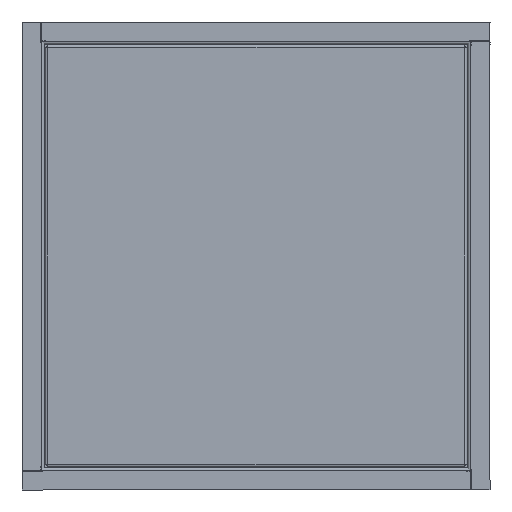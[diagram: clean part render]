
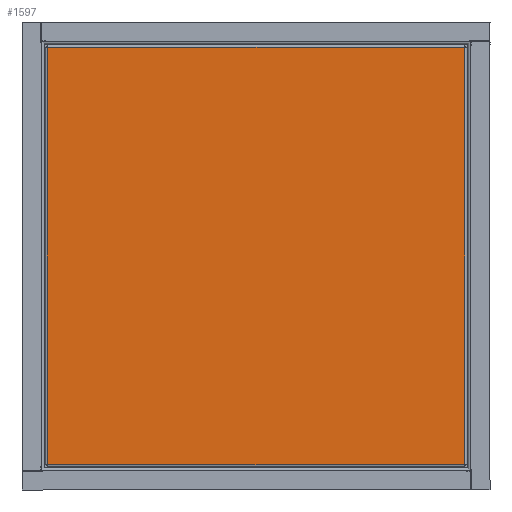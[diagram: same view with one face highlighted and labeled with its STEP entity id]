
A CAD part, front view. The second image highlights one B-rep face of the part: STEP entity #1597.
In plain terms, the highlighted face is planar.
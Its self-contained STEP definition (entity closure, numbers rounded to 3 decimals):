
#8 = CARTESIAN_POINT ( 'NONE',  ( -188.7, 188.7, 24. ) ) ;
#14 = EDGE_CURVE ( 'NONE', #2379, #1043, #857, .T. ) ;
#51 = VERTEX_POINT ( 'NONE', #2508 ) ;
#163 = VERTEX_POINT ( 'NONE', #2320 ) ;
#204 = EDGE_CURVE ( 'NONE', #1921, #1725, #384, .T. ) ;
#251 = DIRECTION ( 'NONE',  ( -1., 0., 0. ) ) ;
#266 = VECTOR ( 'NONE', #1318, 1000. ) ;
#295 = VERTEX_POINT ( 'NONE', #2010 ) ;
#384 = LINE ( 'NONE', #1114, #266 ) ;
#420 = CARTESIAN_POINT ( 'NONE',  ( -191.1, -188.7, 24. ) ) ;
#428 = DIRECTION ( 'NONE',  ( 0., 0., -1. ) ) ;
#434 = CARTESIAN_POINT ( 'NONE',  ( -188.7, 191.1, 24. ) ) ;
#442 = CARTESIAN_POINT ( 'NONE',  ( 189., 188.7, 24. ) ) ;
#462 = CARTESIAN_POINT ( 'NONE',  ( 188.7, -189., 24. ) ) ;
#464 = ORIENTED_EDGE ( 'NONE', *, *, #618, .F. ) ;
#481 = CARTESIAN_POINT ( 'NONE',  ( 188.7, 191.1, 24. ) ) ;
#514 = CARTESIAN_POINT ( 'NONE',  ( -188.7, 189., 24. ) ) ;
#532 = CARTESIAN_POINT ( 'NONE',  ( -189., -188.7, 24. ) ) ;
#541 = VECTOR ( 'NONE', #714, 1000. ) ;
#546 = EDGE_CURVE ( 'NONE', #1836, #1492, #2336, .T. ) ;
#555 = PLANE ( 'NONE',  #2506 ) ;
#605 = LINE ( 'NONE', #1322, #541 ) ;
#618 = EDGE_CURVE ( 'NONE', #51, #1921, #2538, .T. ) ;
#630 = DIRECTION ( 'NONE',  ( 0., -1., 0. ) ) ;
#687 = DIRECTION ( 'NONE',  ( 1., 0., 0. ) ) ;
#693 = CARTESIAN_POINT ( 'NONE',  ( -191.1, 191.1, 24. ) ) ;
#714 = DIRECTION ( 'NONE',  ( -1., 0., 0. ) ) ;
#750 = VECTOR ( 'NONE', #1662, 1000. ) ;
#767 = DIRECTION ( 'NONE',  ( -1., 0., 0. ) ) ;
#810 = EDGE_CURVE ( 'NONE', #1534, #1339, #2372, .T. ) ;
#816 = VECTOR ( 'NONE', #2362, 1000. ) ;
#817 = LINE ( 'NONE', #2207, #750 ) ;
#857 = LINE ( 'NONE', #2377, #816 ) ;
#863 = CARTESIAN_POINT ( 'NONE',  ( -188.7, -189., 24. ) ) ;
#868 = ORIENTED_EDGE ( 'NONE', *, *, #991, .F. ) ;
#875 = FACE_OUTER_BOUND ( 'NONE', #2215, .T. ) ;
#991 = EDGE_CURVE ( 'NONE', #163, #2057, #2167, .T. ) ;
#1039 = DIRECTION ( 'NONE',  ( -1., 0., 0. ) ) ;
#1043 = VERTEX_POINT ( 'NONE', #2612 ) ;
#1045 = CARTESIAN_POINT ( 'NONE',  ( 188.7, 189., 24. ) ) ;
#1114 = CARTESIAN_POINT ( 'NONE',  ( -191.1, 188.7, 24. ) ) ;
#1150 = LINE ( 'NONE', #1656, #1613 ) ;
#1229 = EDGE_CURVE ( 'NONE', #1725, #163, #1708, .T. ) ;
#1265 = VECTOR ( 'NONE', #630, 1000. ) ;
#1267 = LINE ( 'NONE', #442, #1265 ) ;
#1279 = ORIENTED_EDGE ( 'NONE', *, *, #1672, .F. ) ;
#1318 = DIRECTION ( 'NONE',  ( 1., 0., 0. ) ) ;
#1321 = DIRECTION ( 'NONE',  ( 0., 1., 0. ) ) ;
#1322 = CARTESIAN_POINT ( 'NONE',  ( 188.7, -189., 24. ) ) ;
#1339 = VERTEX_POINT ( 'NONE', #2350 ) ;
#1370 = CARTESIAN_POINT ( 'NONE',  ( -188.7, 191.1, 24. ) ) ;
#1377 = ORIENTED_EDGE ( 'NONE', *, *, #2043, .F. ) ;
#1418 = EDGE_CURVE ( 'NONE', #1043, #295, #1267, .T. ) ;
#1492 = VERTEX_POINT ( 'NONE', #462 ) ;
#1507 = VECTOR ( 'NONE', #1954, 1000. ) ;
#1534 = VERTEX_POINT ( 'NONE', #863 ) ;
#1556 = VECTOR ( 'NONE', #1321, 1000. ) ;
#1575 = LINE ( 'NONE', #420, #1608 ) ;
#1581 = DIRECTION ( 'NONE',  ( 0., 1., 0. ) ) ;
#1588 = ORIENTED_EDGE ( 'NONE', *, *, #810, .F. ) ;
#1597 = ADVANCED_FACE ( 'NONE', ( #875 ), #555, .F. ) ;
#1608 = VECTOR ( 'NONE', #1039, 1000. ) ;
#1613 = VECTOR ( 'NONE', #251, 1000. ) ;
#1656 = CARTESIAN_POINT ( 'NONE',  ( -191.1, -188.7, 24. ) ) ;
#1662 = DIRECTION ( 'NONE',  ( 0., -1., 0. ) ) ;
#1672 = EDGE_CURVE ( 'NONE', #1492, #1534, #605, .T. ) ;
#1691 = ORIENTED_EDGE ( 'NONE', *, *, #2097, .F. ) ;
#1708 = LINE ( 'NONE', #434, #1556 ) ;
#1725 = VERTEX_POINT ( 'NONE', #8 ) ;
#1726 = ORIENTED_EDGE ( 'NONE', *, *, #1418, .F. ) ;
#1826 = DIRECTION ( 'NONE',  ( 0., 1., 0. ) ) ;
#1836 = VERTEX_POINT ( 'NONE', #2102 ) ;
#1893 = ORIENTED_EDGE ( 'NONE', *, *, #14, .F. ) ;
#1921 = VERTEX_POINT ( 'NONE', #2253 ) ;
#1954 = DIRECTION ( 'NONE',  ( 0., -1., 0. ) ) ;
#2010 = CARTESIAN_POINT ( 'NONE',  ( 189., -188.7, 24. ) ) ;
#2043 = EDGE_CURVE ( 'NONE', #2057, #2379, #817, .T. ) ;
#2057 = VERTEX_POINT ( 'NONE', #1045 ) ;
#2077 = VECTOR ( 'NONE', #687, 1000. ) ;
#2082 = ORIENTED_EDGE ( 'NONE', *, *, #546, .F. ) ;
#2097 = EDGE_CURVE ( 'NONE', #1339, #51, #1150, .T. ) ;
#2102 = CARTESIAN_POINT ( 'NONE',  ( 188.7, -188.7, 24. ) ) ;
#2103 = ORIENTED_EDGE ( 'NONE', *, *, #1229, .F. ) ;
#2122 = CARTESIAN_POINT ( 'NONE',  ( 188.7, 188.7, 24. ) ) ;
#2130 = EDGE_CURVE ( 'NONE', #295, #1836, #1575, .T. ) ;
#2167 = LINE ( 'NONE', #514, #2077 ) ;
#2207 = CARTESIAN_POINT ( 'NONE',  ( 188.7, 191.1, 24. ) ) ;
#2215 = EDGE_LOOP ( 'NONE', ( #464, #1691, #1588, #1279, #2082, #2492, #1726, #1893, #1377, #868, #2103, #2533 ) ) ;
#2253 = CARTESIAN_POINT ( 'NONE',  ( -189., 188.7, 24. ) ) ;
#2320 = CARTESIAN_POINT ( 'NONE',  ( -188.7, 189., 24. ) ) ;
#2336 = LINE ( 'NONE', #481, #1507 ) ;
#2350 = CARTESIAN_POINT ( 'NONE',  ( -188.7, -188.7, 24. ) ) ;
#2362 = DIRECTION ( 'NONE',  ( 1., 0., 0. ) ) ;
#2370 = VECTOR ( 'NONE', #1826, 1000. ) ;
#2372 = LINE ( 'NONE', #1370, #2370 ) ;
#2377 = CARTESIAN_POINT ( 'NONE',  ( -191.1, 188.7, 24. ) ) ;
#2379 = VERTEX_POINT ( 'NONE', #2122 ) ;
#2492 = ORIENTED_EDGE ( 'NONE', *, *, #2130, .F. ) ;
#2502 = VECTOR ( 'NONE', #1581, 1000. ) ;
#2506 = AXIS2_PLACEMENT_3D ( 'NONE', #693, #428, #767 ) ;
#2508 = CARTESIAN_POINT ( 'NONE',  ( -189., -188.7, 24. ) ) ;
#2533 = ORIENTED_EDGE ( 'NONE', *, *, #204, .F. ) ;
#2538 = LINE ( 'NONE', #532, #2502 ) ;
#2612 = CARTESIAN_POINT ( 'NONE',  ( 189., 188.7, 24. ) ) ;
